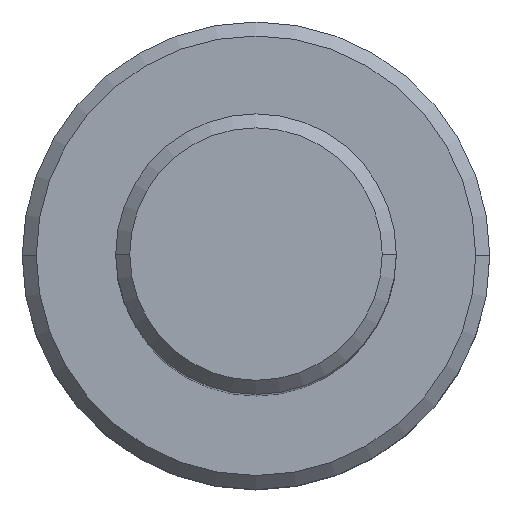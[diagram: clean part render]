
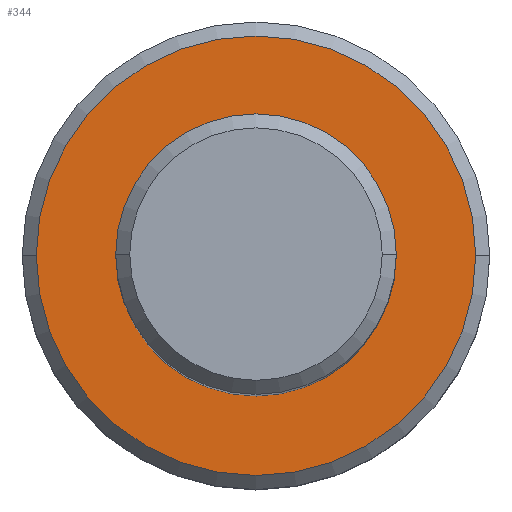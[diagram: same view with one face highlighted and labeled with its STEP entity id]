
A CAD part, top view. The second image highlights one B-rep face of the part: STEP entity #344.
In plain terms, the highlighted planar face has unit normal (0, 0, 1).
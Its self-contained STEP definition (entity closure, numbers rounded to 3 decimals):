
#16 = AXIS2_PLACEMENT_3D ( 'NONE', #313, #645, #707 ) ;
#30 = DIRECTION ( 'NONE',  ( 0., 0., -1. ) ) ;
#52 = CARTESIAN_POINT ( 'NONE',  ( 0., 0., -20. ) ) ;
#83 = EDGE_LOOP ( 'NONE', ( #148, #239 ) ) ;
#93 = ORIENTED_EDGE ( 'NONE', *, *, #159, .F. ) ;
#130 = CARTESIAN_POINT ( 'NONE',  ( 0., 0., -20. ) ) ;
#148 = ORIENTED_EDGE ( 'NONE', *, *, #567, .T. ) ;
#159 = EDGE_CURVE ( 'NONE', #618, #711, #413, .T. ) ;
#175 = AXIS2_PLACEMENT_3D ( 'NONE', #52, #698, #580 ) ;
#188 = CIRCLE ( 'NONE', #795, 4.7 ) ;
#223 = CARTESIAN_POINT ( 'NONE',  ( 3., 0., -20. ) ) ;
#224 = FACE_BOUND ( 'NONE', #299, .T. ) ;
#238 = DIRECTION ( 'NONE',  ( -1., 0., 0. ) ) ;
#239 = ORIENTED_EDGE ( 'NONE', *, *, #430, .T. ) ;
#269 = CIRCLE ( 'NONE', #661, 3. ) ;
#271 = EDGE_CURVE ( 'NONE', #711, #618, #269, .T. ) ;
#281 = CARTESIAN_POINT ( 'NONE',  ( 0., 0., -20. ) ) ;
#291 = FACE_OUTER_BOUND ( 'NONE', #83, .T. ) ;
#294 = PLANE ( 'NONE',  #374 ) ;
#297 = CARTESIAN_POINT ( 'NONE',  ( 0., 0., -20. ) ) ;
#299 = EDGE_LOOP ( 'NONE', ( #840, #93 ) ) ;
#313 = CARTESIAN_POINT ( 'NONE',  ( 0., 0., -20. ) ) ;
#344 = ADVANCED_FACE ( 'NONE', ( #224, #291 ), #294, .F. ) ;
#354 = DIRECTION ( 'NONE',  ( 0., -1., 0. ) ) ;
#374 = AXIS2_PLACEMENT_3D ( 'NONE', #297, #30, #354 ) ;
#403 = DIRECTION ( 'NONE',  ( -1., 0., 0. ) ) ;
#413 = CIRCLE ( 'NONE', #16, 3. ) ;
#423 = VERTEX_POINT ( 'NONE', #439 ) ;
#430 = EDGE_CURVE ( 'NONE', #522, #423, #772, .T. ) ;
#439 = CARTESIAN_POINT ( 'NONE',  ( -4.7, 0., -20. ) ) ;
#470 = CARTESIAN_POINT ( 'NONE',  ( -3., 0., -20. ) ) ;
#520 = DIRECTION ( 'NONE',  ( 0., 0., 1. ) ) ;
#522 = VERTEX_POINT ( 'NONE', #790 ) ;
#567 = EDGE_CURVE ( 'NONE', #423, #522, #188, .T. ) ;
#580 = DIRECTION ( 'NONE',  ( -1., 0., 0. ) ) ;
#618 = VERTEX_POINT ( 'NONE', #470 ) ;
#621 = DIRECTION ( 'NONE',  ( 0., 0., 1. ) ) ;
#645 = DIRECTION ( 'NONE',  ( 0., 0., 1. ) ) ;
#661 = AXIS2_PLACEMENT_3D ( 'NONE', #281, #621, #238 ) ;
#698 = DIRECTION ( 'NONE',  ( 0., 0., 1. ) ) ;
#707 = DIRECTION ( 'NONE',  ( -1., 0., 0. ) ) ;
#711 = VERTEX_POINT ( 'NONE', #223 ) ;
#772 = CIRCLE ( 'NONE', #175, 4.7 ) ;
#790 = CARTESIAN_POINT ( 'NONE',  ( 4.7, 0., -20. ) ) ;
#795 = AXIS2_PLACEMENT_3D ( 'NONE', #130, #520, #403 ) ;
#840 = ORIENTED_EDGE ( 'NONE', *, *, #271, .F. ) ;
